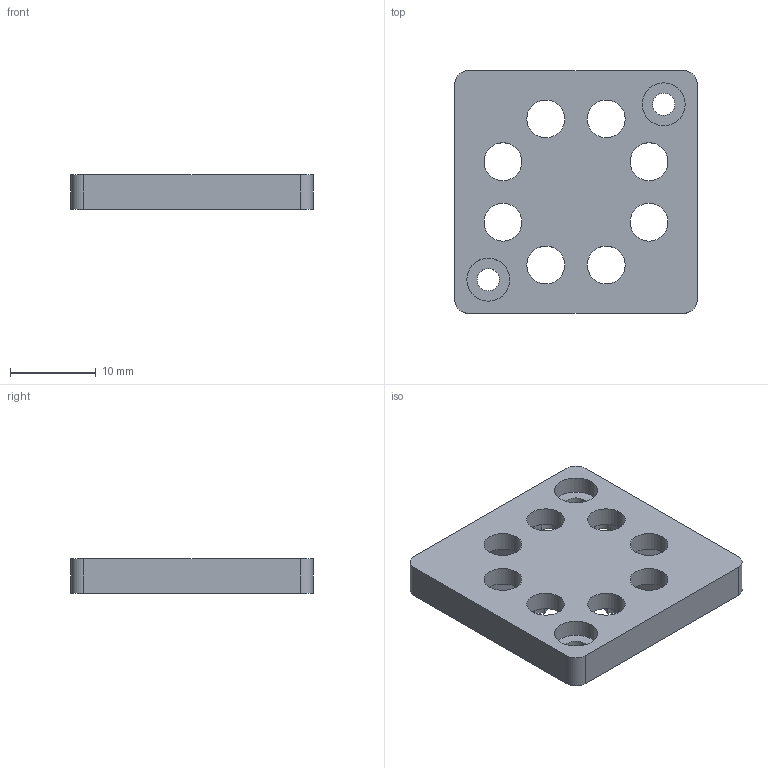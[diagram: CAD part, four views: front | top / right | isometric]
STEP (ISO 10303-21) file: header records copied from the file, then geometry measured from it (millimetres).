
FILE_DESCRIPTION(/* description */ (''),/* implementation_level */ '2;1');
FILE_NAME(/* name */ 'PHT_V3.0.stp',/* time_stamp */ '2023-06-08T14:57:32+03:00',/* author */ ('Joel Salminen / Aalto University'),/* organization */ (''),/* preprocessor_version */ 'ST-DEVELOPER v19.2',/* originating_system */ 'Autodesk Inventor 2023',/* authorisation */ '');
FILE_SCHEMA (('AUTOMOTIVE_DESIGN { 1 0 10303 214 3 1 1 }'));
Length unit declared in the file: millimetre
Products named in the file (1): PCB holder topV3
Bounding box: 28.2 x 28.2 x 4 mm (x, y, z)
Volume: 2010.3 mm3; surface area: 2541.1 mm2
Topology: 1 solids, 1 shells, 118 faces, 333 edges, 222 vertices
Faces by surface type: plane 67, cylinder 51
Full cylindrical faces by diameter (mm): 2.6 x2, 4.4 x8, 5 x4, 9 x1
Entity records: 3938 total; most frequent: DIRECTION 689, CARTESIAN_POINT 674, ORIENTED_EDGE 666, EDGE_CURVE 333, AXIS2_PLACEMENT_3D 237, VERTEX_POINT 222, LINE 215, VECTOR 215
